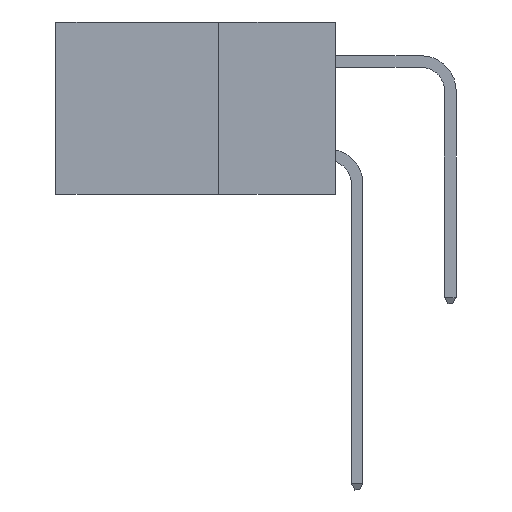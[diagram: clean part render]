
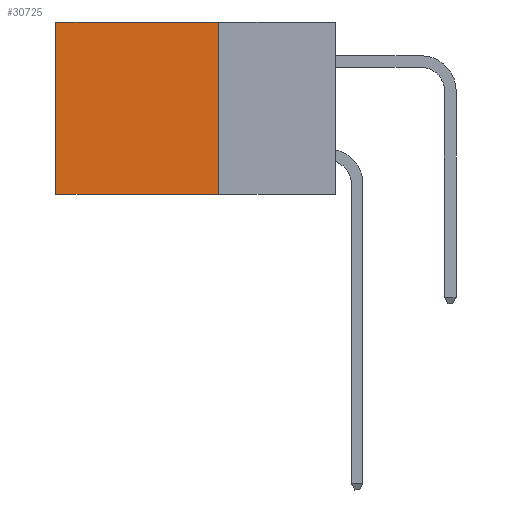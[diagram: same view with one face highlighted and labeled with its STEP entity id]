
A CAD part, left-side view. The second image highlights one B-rep face of the part: STEP entity #30725.
In plain terms, the highlighted planar face has unit normal (-1, 0, 0).
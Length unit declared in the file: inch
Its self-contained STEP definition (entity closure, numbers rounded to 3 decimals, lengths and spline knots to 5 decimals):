
#487 = VECTOR ( 'NONE', #13174, 39.37008 ) ;
#531 = CARTESIAN_POINT ( 'NONE',  ( 0.2875, 0.25, -0.37 ) ) ;
#3065 = CARTESIAN_POINT ( 'NONE',  ( 0.2875, 0.25, 0. ) ) ;
#3310 = PLANE ( 'NONE',  #23623 ) ;
#4489 = ORIENTED_EDGE ( 'NONE', *, *, #20525, .F. ) ;
#4564 = LINE ( 'NONE', #38610, #10837 ) ;
#4626 = CARTESIAN_POINT ( 'NONE',  ( 0.2875, 0.25, -0.37 ) ) ;
#5470 = ORIENTED_EDGE ( 'NONE', *, *, #9778, .F. ) ;
#6006 = LINE ( 'NONE', #37192, #9248 ) ;
#6327 = ORIENTED_EDGE ( 'NONE', *, *, #34545, .T. ) ;
#6430 = VERTEX_POINT ( 'NONE', #4626 ) ;
#9029 = CARTESIAN_POINT ( 'NONE',  ( 0.2875, 0.6, -0.37 ) ) ;
#9248 = VECTOR ( 'NONE', #12123, 39.37008 ) ;
#9778 = EDGE_CURVE ( 'NONE', #35314, #6430, #6006, .T. ) ;
#10038 = CARTESIAN_POINT ( 'NONE',  ( 0.2875, 0.25, 0. ) ) ;
#10837 = VECTOR ( 'NONE', #29038, 39.37008 ) ;
#12123 = DIRECTION ( 'NONE',  ( 0., 0., -1. ) ) ;
#13174 = DIRECTION ( 'NONE',  ( 0., 1., 0. ) ) ;
#15113 = VECTOR ( 'NONE', #36921, 39.37008 ) ;
#19407 = DIRECTION ( 'NONE',  ( 1., 0., 0. ) ) ;
#20430 = ORIENTED_EDGE ( 'NONE', *, *, #27585, .T. ) ;
#20525 = EDGE_CURVE ( 'NONE', #6430, #22666, #22550, .T. ) ;
#21034 = CARTESIAN_POINT ( 'NONE',  ( 0.2875, 0.6, 0. ) ) ;
#22550 = LINE ( 'NONE', #531, #487 ) ;
#22666 = VERTEX_POINT ( 'NONE', #9029 ) ;
#23623 = AXIS2_PLACEMENT_3D ( 'NONE', #10038, #19407, #38364 ) ;
#24708 = LINE ( 'NONE', #21034, #15113 ) ;
#27585 = EDGE_CURVE ( 'NONE', #31502, #22666, #24708, .T. ) ;
#29038 = DIRECTION ( 'NONE',  ( 0., 1., 0. ) ) ;
#30725 = ADVANCED_FACE ( 'NONE', ( #33536 ), #3310, .F. ) ;
#31502 = VERTEX_POINT ( 'NONE', #40108 ) ;
#32788 = EDGE_LOOP ( 'NONE', ( #20430, #4489, #5470, #6327 ) ) ;
#33536 = FACE_OUTER_BOUND ( 'NONE', #32788, .T. ) ;
#34545 = EDGE_CURVE ( 'NONE', #35314, #31502, #4564, .T. ) ;
#35314 = VERTEX_POINT ( 'NONE', #3065 ) ;
#36921 = DIRECTION ( 'NONE',  ( 0., 0., -1. ) ) ;
#37192 = CARTESIAN_POINT ( 'NONE',  ( 0.2875, 0.25, 0. ) ) ;
#38364 = DIRECTION ( 'NONE',  ( 0., 0., -1. ) ) ;
#38610 = CARTESIAN_POINT ( 'NONE',  ( 0.2875, 0.25, 0. ) ) ;
#40108 = CARTESIAN_POINT ( 'NONE',  ( 0.2875, 0.6, 0. ) ) ;
